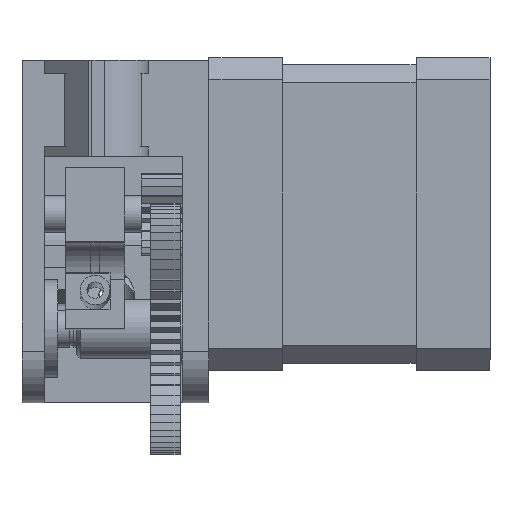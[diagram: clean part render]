
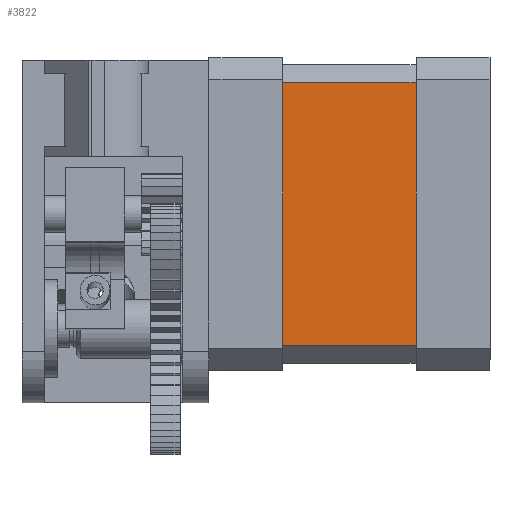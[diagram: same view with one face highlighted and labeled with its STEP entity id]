
A CAD part, left-side view. The second image highlights one B-rep face of the part: STEP entity #3822.
In plain terms, the highlighted face is planar.
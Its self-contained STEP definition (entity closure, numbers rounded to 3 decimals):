
#639 = LINE ( 'NONE', #6797, #11240 ) ;
#1101 = EDGE_LOOP ( 'NONE', ( #6560, #2978, #1189, #1967 ) ) ;
#1189 = ORIENTED_EDGE ( 'NONE', *, *, #7488, .F. ) ;
#1765 = EDGE_CURVE ( 'NONE', #2373, #5915, #6608, .T. ) ;
#1806 = AXIS2_PLACEMENT_3D ( 'NONE', #17225, #2170, #9819 ) ;
#1967 = ORIENTED_EDGE ( 'NONE', *, *, #7366, .T. ) ;
#2170 = DIRECTION ( 'NONE',  ( 0., 1., 0. ) ) ;
#2373 = VERTEX_POINT ( 'NONE', #8305 ) ;
#2978 = ORIENTED_EDGE ( 'NONE', *, *, #9048, .F. ) ;
#3464 = VECTOR ( 'NONE', #15155, 1000. ) ;
#3822 = ADVANCED_FACE ( 'NONE', ( #11941 ), #15720, .F. ) ;
#3946 = CARTESIAN_POINT ( 'NONE',  ( 6.118, -18.536, -18. ) ) ;
#4280 = CARTESIAN_POINT ( 'NONE',  ( 6.118, -18.536, 0. ) ) ;
#4588 = CARTESIAN_POINT ( 'NONE',  ( 6.118, -18.536, -18. ) ) ;
#5915 = VERTEX_POINT ( 'NONE', #14374 ) ;
#6552 = LINE ( 'NONE', #13432, #19512 ) ;
#6560 = ORIENTED_EDGE ( 'NONE', *, *, #1765, .T. ) ;
#6608 = LINE ( 'NONE', #4280, #8523 ) ;
#6797 = CARTESIAN_POINT ( 'NONE',  ( -29.354, -18.536, -18. ) ) ;
#7366 = EDGE_CURVE ( 'NONE', #14175, #2373, #6552, .T. ) ;
#7488 = EDGE_CURVE ( 'NONE', #14175, #11148, #13140, .T. ) ;
#8305 = CARTESIAN_POINT ( 'NONE',  ( 6.118, -18.536, 0. ) ) ;
#8523 = VECTOR ( 'NONE', #12081, 1000. ) ;
#9048 = EDGE_CURVE ( 'NONE', #11148, #5915, #639, .T. ) ;
#9819 = DIRECTION ( 'NONE',  ( -1., 0., 0. ) ) ;
#10365 = DIRECTION ( 'NONE',  ( 0., 0., 1. ) ) ;
#11148 = VERTEX_POINT ( 'NONE', #11499 ) ;
#11240 = VECTOR ( 'NONE', #17332, 1000. ) ;
#11499 = CARTESIAN_POINT ( 'NONE',  ( -29.354, -18.536, -18. ) ) ;
#11941 = FACE_OUTER_BOUND ( 'NONE', #1101, .T. ) ;
#12081 = DIRECTION ( 'NONE',  ( -1., 0., 0. ) ) ;
#13140 = LINE ( 'NONE', #4588, #3464 ) ;
#13432 = CARTESIAN_POINT ( 'NONE',  ( 6.118, -18.536, -18. ) ) ;
#14175 = VERTEX_POINT ( 'NONE', #3946 ) ;
#14374 = CARTESIAN_POINT ( 'NONE',  ( -29.354, -18.536, 0. ) ) ;
#15155 = DIRECTION ( 'NONE',  ( -1., 0., 0. ) ) ;
#15720 = PLANE ( 'NONE',  #1806 ) ;
#17225 = CARTESIAN_POINT ( 'NONE',  ( 6.118, -18.536, -18. ) ) ;
#17332 = DIRECTION ( 'NONE',  ( 0., 0., 1. ) ) ;
#19512 = VECTOR ( 'NONE', #10365, 1000. ) ;
